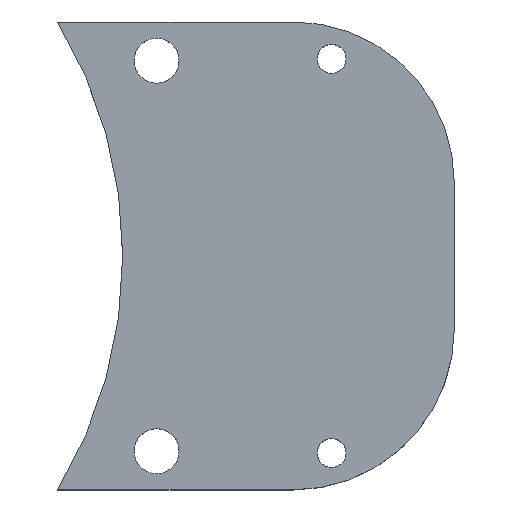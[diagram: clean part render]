
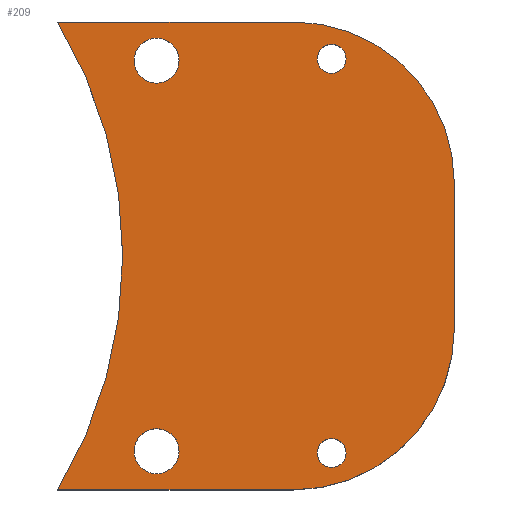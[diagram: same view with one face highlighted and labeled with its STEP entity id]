
A CAD part, top view. The second image highlights one B-rep face of the part: STEP entity #209.
In plain terms, the highlighted planar face has unit normal (0, 0, 1).
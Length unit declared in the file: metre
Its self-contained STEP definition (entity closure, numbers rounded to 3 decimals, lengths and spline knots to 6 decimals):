
#22=LINE('',#351,#34);
#23=LINE('',#355,#35);
#24=LINE('',#359,#36);
#34=VECTOR('',#284,1.);
#35=VECTOR('',#287,1.);
#36=VECTOR('',#290,1.);
#53=ORIENTED_EDGE('',*,*,#105,.T.);
#54=ORIENTED_EDGE('',*,*,#106,.F.);
#55=ORIENTED_EDGE('',*,*,#107,.F.);
#56=ORIENTED_EDGE('',*,*,#108,.F.);
#57=ORIENTED_EDGE('',*,*,#109,.F.);
#58=ORIENTED_EDGE('',*,*,#110,.F.);
#59=ORIENTED_EDGE('',*,*,#111,.T.);
#60=ORIENTED_EDGE('',*,*,#112,.T.);
#61=ORIENTED_EDGE('',*,*,#113,.T.);
#62=ORIENTED_EDGE('',*,*,#114,.T.);
#105=EDGE_CURVE('',#131,#132,#148,.T.);
#106=EDGE_CURVE('',#133,#132,#22,.T.);
#107=EDGE_CURVE('',#134,#133,#149,.F.);
#108=EDGE_CURVE('',#135,#134,#23,.T.);
#109=EDGE_CURVE('',#136,#135,#150,.F.);
#110=EDGE_CURVE('',#131,#136,#24,.T.);
#111=EDGE_CURVE('',#137,#137,#151,.T.);
#112=EDGE_CURVE('',#138,#138,#152,.T.);
#113=EDGE_CURVE('',#139,#139,#153,.T.);
#114=EDGE_CURVE('',#140,#140,#154,.T.);
#131=VERTEX_POINT('',#349);
#132=VERTEX_POINT('',#350);
#133=VERTEX_POINT('',#352);
#134=VERTEX_POINT('',#354);
#135=VERTEX_POINT('',#356);
#136=VERTEX_POINT('',#358);
#137=VERTEX_POINT('',#361);
#138=VERTEX_POINT('',#363);
#139=VERTEX_POINT('',#365);
#140=VERTEX_POINT('',#367);
#148=CIRCLE('',#242,0.02815);
#149=CIRCLE('',#243,0.01);
#150=CIRCLE('',#244,0.01);
#151=CIRCLE('',#245,0.0009);
#152=CIRCLE('',#246,0.0009);
#153=CIRCLE('',#247,0.0014);
#154=CIRCLE('',#248,0.0014);
#160=EDGE_LOOP('',(#53,#54,#55,#56,#57,#58));
#161=EDGE_LOOP('',(#59));
#162=EDGE_LOOP('',(#60));
#163=EDGE_LOOP('',(#61));
#164=EDGE_LOOP('',(#62));
#184=FACE_BOUND('',#160,.T.);
#185=FACE_BOUND('',#161,.T.);
#186=FACE_BOUND('',#162,.T.);
#187=FACE_BOUND('',#163,.T.);
#188=FACE_BOUND('',#164,.T.);
#204=PLANE('',#241);
#209=ADVANCED_FACE('',(#184,#185,#186,#187,#188),#204,.F.);
#241=AXIS2_PLACEMENT_3D('',#347,#280,#281);
#242=AXIS2_PLACEMENT_3D('',#348,#282,#283);
#243=AXIS2_PLACEMENT_3D('',#353,#285,#286);
#244=AXIS2_PLACEMENT_3D('',#357,#288,#289);
#245=AXIS2_PLACEMENT_3D('',#360,#291,#292);
#246=AXIS2_PLACEMENT_3D('',#362,#293,#294);
#247=AXIS2_PLACEMENT_3D('',#364,#295,#296);
#248=AXIS2_PLACEMENT_3D('',#366,#297,#298);
#280=DIRECTION('',(0.,0.,-1.));
#281=DIRECTION('',(1.,0.,0.));
#282=DIRECTION('',(0.,0.,-1.));
#283=DIRECTION('',(-1.,0.,0.));
#284=DIRECTION('',(-1.,0.,0.));
#285=DIRECTION('',(0.,0.,1.));
#286=DIRECTION('',(1.,0.,0.));
#287=DIRECTION('',(0.,-1.,0.));
#288=DIRECTION('',(0.,0.,1.));
#289=DIRECTION('',(1.,0.,0.));
#290=DIRECTION('',(1.,0.,0.));
#291=DIRECTION('',(0.,0.,-1.));
#292=DIRECTION('',(-1.,0.,0.));
#293=DIRECTION('',(0.,0.,-1.));
#294=DIRECTION('',(-1.,0.,0.));
#295=DIRECTION('',(0.,0.,-1.));
#296=DIRECTION('',(-1.,0.,0.));
#297=DIRECTION('',(0.,0.,-1.));
#298=DIRECTION('',(-1.,0.,0.));
#347=CARTESIAN_POINT('',(0.,0.,0.036));
#348=CARTESIAN_POINT('',(0.,0.,0.036));
#349=CARTESIAN_POINT('',(0.024109,0.014532,0.036));
#350=CARTESIAN_POINT('',(0.024109,-0.014532,0.036));
#351=CARTESIAN_POINT('',(0.03143,-0.014532,0.036));
#352=CARTESIAN_POINT('',(0.03875,-0.014532,0.036));
#353=CARTESIAN_POINT('',(0.03875,-0.004532,0.036));
#354=CARTESIAN_POINT('',(0.04875,-0.004532,0.036));
#355=CARTESIAN_POINT('',(0.04875,0.,0.036));
#356=CARTESIAN_POINT('',(0.04875,0.004532,0.036));
#357=CARTESIAN_POINT('',(0.03875,0.004532,0.036));
#358=CARTESIAN_POINT('',(0.03875,0.014532,0.036));
#359=CARTESIAN_POINT('',(0.03143,0.014532,0.036));
#360=CARTESIAN_POINT('',(0.041127,-0.012245,0.036));
#361=CARTESIAN_POINT('',(0.040227,-0.012245,0.036));
#362=CARTESIAN_POINT('',(0.041127,0.012245,0.036));
#363=CARTESIAN_POINT('',(0.040227,0.012245,0.036));
#364=CARTESIAN_POINT('',(0.030253,0.012132,0.036));
#365=CARTESIAN_POINT('',(0.028853,0.012132,0.036));
#366=CARTESIAN_POINT('',(0.030253,-0.012132,0.036));
#367=CARTESIAN_POINT('',(0.028853,-0.012132,0.036));
